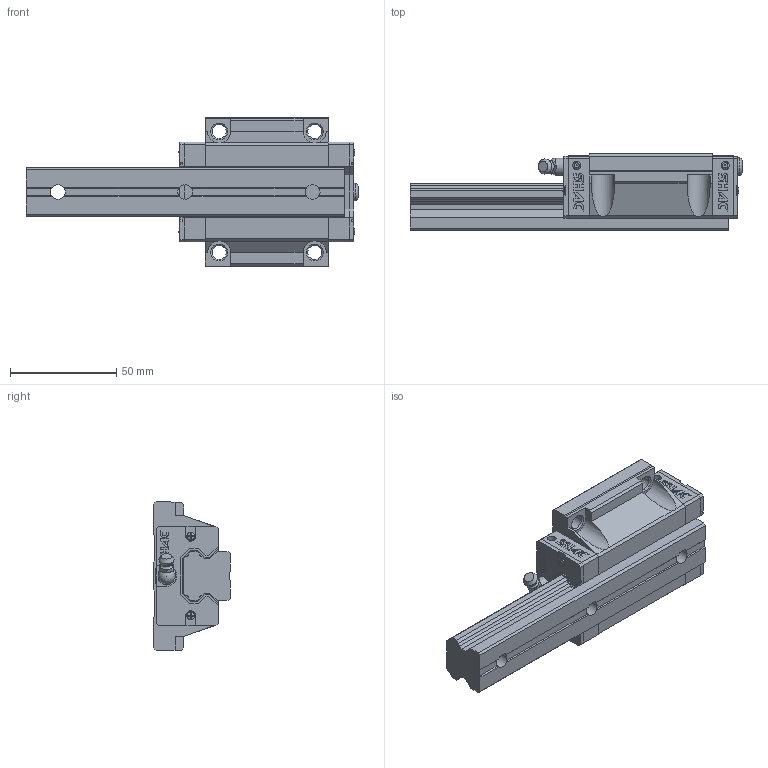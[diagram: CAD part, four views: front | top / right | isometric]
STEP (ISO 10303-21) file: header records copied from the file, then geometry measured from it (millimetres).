
FILE_DESCRIPTION(/* description */ ('STEP AP214'),/* implementation_level */ '2;1');
FILE_NAME(/* name */ 'GHW25CC1R150Z0H-15_15(1_1)',/* time_stamp */ '2025-09-03T13:30:20+02:00',/* author */ ('License CC BY-ND 4.0'),/* organization */ ('CADENAS'),/* preprocessor_version */ 'ST-DEVELOPER v19.3',/* originating_system */ 'PARTsolutions',/* authorisation */ ' ');
FILE_SCHEMA (('AUTOMOTIVE_DESIGN {1 0 10303 214 3 1 1}'));
Length unit declared in the file: millimetre
Products named in the file (8): GHW25CC1R150Z0H-15/15(1_1); GHR25R150H+RC-15/15(1)_RAIL; GHW25CC_SLIDER; GHW25CC_C; GHW25CC_P; GH25_SCREW; GH25_BOLT; GH25-_G
Assembly tree (12 placements, depth 2):
  GHW25CC1R150Z0H-15/15(1_1)
    GHR25R150H+RC-15/15(1)_RAIL
    GHW25CC_SLIDER
    GHW25CC_C  x2
    GHW25CC_P  x2
    GH25_SCREW  x4
    GH25_BOLT
    GH25-_G
Bounding box: 156.4 x 36 x 70 mm (x, y, z)
Volume: 170122.3 mm3; surface area: 47376.1 mm2
Topology: 12 solids, 12 shells, 808 faces, 2174 edges, 1436 vertices
Faces by surface type: plane 657, cylinder 111, cone 24, torus 11, sphere 5
Full cylindrical faces by diameter (mm): 0.526 x4, 3 x4, 3.725 x4, 3.9 x6, 4.5 x1, 6 x2, 6.5 x2, 6.647 x4, 7 x3, 8 x1, 8.2 x1, 11 x3
Entity records: 15483 total; most frequent: CARTESIAN_POINT 2774, ORIENTED_EDGE 2580, DIRECTION 2498, EDGE_CURVE 1290, LINE 1046, VECTOR 1046, VERTEX_POINT 876, AXIS2_PLACEMENT_3D 726
